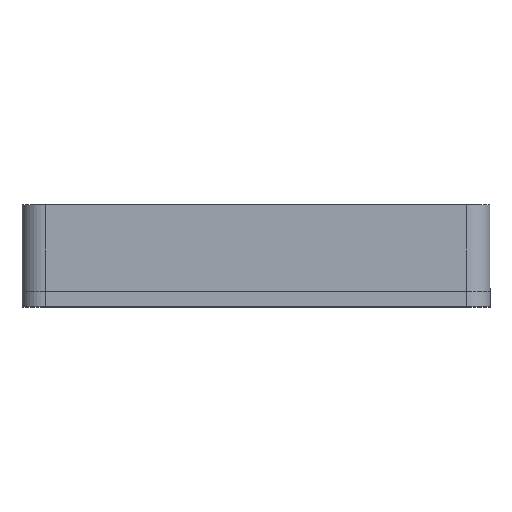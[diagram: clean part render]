
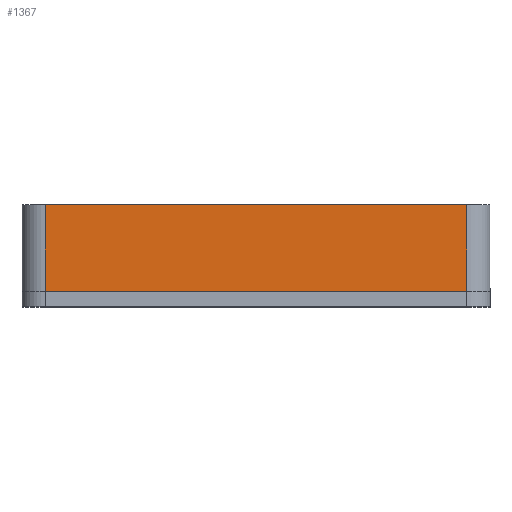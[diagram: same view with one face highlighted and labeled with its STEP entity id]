
A CAD part, top view. The second image highlights one B-rep face of the part: STEP entity #1367.
In plain terms, the highlighted face is planar.
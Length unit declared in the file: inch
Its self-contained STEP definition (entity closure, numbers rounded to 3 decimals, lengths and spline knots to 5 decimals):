
#37 = CARTESIAN_POINT ( 'NONE',  ( -1., 0.37, 0.9 ) ) ;
#53 = CARTESIAN_POINT ( 'NONE',  ( -1., 0.37, -0.9 ) ) ;
#66 = EDGE_CURVE ( 'NONE', #1372, #1092, #700, .T. ) ;
#103 = VECTOR ( 'NONE', #1601, 39.37008 ) ;
#139 = CARTESIAN_POINT ( 'NONE',  ( -1., 0., 1. ) ) ;
#176 = CARTESIAN_POINT ( 'NONE',  ( -1., 0., -0.9 ) ) ;
#242 = ORIENTED_EDGE ( 'NONE', *, *, #66, .T. ) ;
#353 = EDGE_LOOP ( 'NONE', ( #1236, #997, #242, #682 ) ) ;
#566 = LINE ( 'NONE', #37, #1731 ) ;
#567 = VERTEX_POINT ( 'NONE', #1167 ) ;
#570 = CARTESIAN_POINT ( 'NONE',  ( -1., 0.37, -0.9 ) ) ;
#636 = EDGE_CURVE ( 'NONE', #886, #1372, #1574, .T. ) ;
#682 = ORIENTED_EDGE ( 'NONE', *, *, #1303, .T. ) ;
#700 = LINE ( 'NONE', #139, #1292 ) ;
#720 = DIRECTION ( 'NONE',  ( 1., 0., 0. ) ) ;
#780 = VECTOR ( 'NONE', #1307, 39.37008 ) ;
#820 = AXIS2_PLACEMENT_3D ( 'NONE', #1568, #720, #1260 ) ;
#886 = VERTEX_POINT ( 'NONE', #570 ) ;
#997 = ORIENTED_EDGE ( 'NONE', *, *, #636, .T. ) ;
#1018 = EDGE_CURVE ( 'NONE', #886, #567, #1635, .T. ) ;
#1057 = CARTESIAN_POINT ( 'NONE',  ( -1., 0., 0.9 ) ) ;
#1092 = VERTEX_POINT ( 'NONE', #1057 ) ;
#1126 = FACE_OUTER_BOUND ( 'NONE', #353, .T. ) ;
#1167 = CARTESIAN_POINT ( 'NONE',  ( -1., 0.37, 0.9 ) ) ;
#1236 = ORIENTED_EDGE ( 'NONE', *, *, #1018, .F. ) ;
#1260 = DIRECTION ( 'NONE',  ( 0., 0., -1. ) ) ;
#1261 = DIRECTION ( 'NONE',  ( 0., 0., 1. ) ) ;
#1292 = VECTOR ( 'NONE', #1261, 39.37008 ) ;
#1303 = EDGE_CURVE ( 'NONE', #1092, #567, #566, .T. ) ;
#1307 = DIRECTION ( 'NONE',  ( 0., -1., 0. ) ) ;
#1367 = ADVANCED_FACE ( 'NONE', ( #1126 ), #1399, .F. ) ;
#1372 = VERTEX_POINT ( 'NONE', #176 ) ;
#1390 = DIRECTION ( 'NONE',  ( 0., 1., 0. ) ) ;
#1399 = PLANE ( 'NONE',  #820 ) ;
#1568 = CARTESIAN_POINT ( 'NONE',  ( -1., 0.37, 1. ) ) ;
#1574 = LINE ( 'NONE', #53, #780 ) ;
#1601 = DIRECTION ( 'NONE',  ( 0., 0., 1. ) ) ;
#1635 = LINE ( 'NONE', #1770, #103 ) ;
#1731 = VECTOR ( 'NONE', #1390, 39.37008 ) ;
#1770 = CARTESIAN_POINT ( 'NONE',  ( -1., 0.37, 1. ) ) ;
